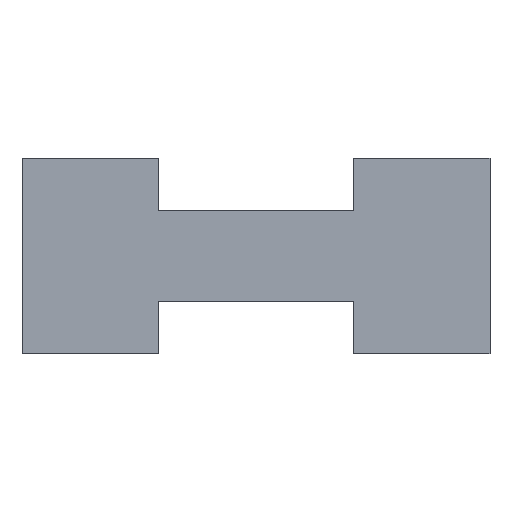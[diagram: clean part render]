
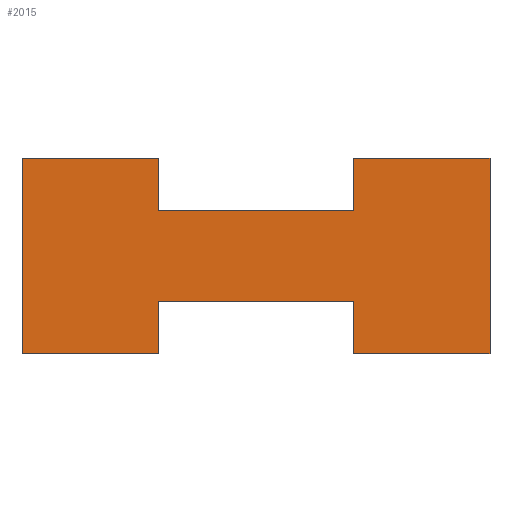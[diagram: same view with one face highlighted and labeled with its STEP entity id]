
A CAD part, front view. The second image highlights one B-rep face of the part: STEP entity #2015.
In plain terms, the highlighted planar face has unit normal (0, -1, 0).
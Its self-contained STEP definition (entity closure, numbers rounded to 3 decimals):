
#1208=CARTESIAN_POINT('',(0.0,0.0,30.0));
#1209=VERTEX_POINT('',#1208);
#1216=CARTESIAN_POINT('',(21.,0.,30.0));
#1217=VERTEX_POINT('',#1216);
#1218=CARTESIAN_POINT('',(0.0,0.0,30.0));
#1219=DIRECTION('',(1.0,0.0,0.0));
#1220=VECTOR('',#1219,21.);
#1221=LINE('',#1218,#1220);
#1222=EDGE_CURVE('',#1209,#1217,#1221,.T.);
#1291=CARTESIAN_POINT('',(0.0,0.0,0.0));
#1292=VERTEX_POINT('',#1291);
#1299=CARTESIAN_POINT('',(0.0,0.0,0.0));
#1300=DIRECTION('',(0.0,0.0,1.0));
#1301=VECTOR('',#1300,30.0);
#1302=LINE('',#1299,#1301);
#1303=EDGE_CURVE('',#1292,#1209,#1302,.T.);
#1417=CARTESIAN_POINT('',(51.,0.0,30.0));
#1418=VERTEX_POINT('',#1417);
#1425=CARTESIAN_POINT('',(72.,0.0,30.0));
#1426=VERTEX_POINT('',#1425);
#1427=CARTESIAN_POINT('',(51.,0.0,30.0));
#1428=DIRECTION('',(1.0,0.0,0.0));
#1429=VECTOR('',#1428,21.);
#1430=LINE('',#1427,#1429);
#1431=EDGE_CURVE('',#1418,#1426,#1430,.T.);
#1500=CARTESIAN_POINT('',(72.,0.0,0.0));
#1501=VERTEX_POINT('',#1500);
#1502=CARTESIAN_POINT('',(72.,0.0,0.0));
#1503=DIRECTION('',(0.0,0.0,1.0));
#1504=VECTOR('',#1503,30.0);
#1505=LINE('',#1502,#1504);
#1506=EDGE_CURVE('',#1501,#1426,#1505,.T.);
#1635=CARTESIAN_POINT('',(51.,0.0,22.0));
#1636=VERTEX_POINT('',#1635);
#1643=CARTESIAN_POINT('',(51.0,0.0,30.0));
#1644=DIRECTION('',(0.0,0.0,-1.0));
#1645=VECTOR('',#1644,8.0);
#1646=LINE('',#1643,#1645);
#1647=EDGE_CURVE('',#1418,#1636,#1646,.T.);
#1658=CARTESIAN_POINT('',(51.,0.0,0.0));
#1659=VERTEX_POINT('',#1658);
#1666=CARTESIAN_POINT('',(51.,0.0,8.0));
#1667=VERTEX_POINT('',#1666);
#1668=CARTESIAN_POINT('',(51.0,0.0,8.0));
#1669=DIRECTION('',(0.0,0.0,-1.0));
#1670=VECTOR('',#1669,8.0);
#1671=LINE('',#1668,#1670);
#1672=EDGE_CURVE('',#1667,#1659,#1671,.T.);
#1690=CARTESIAN_POINT('',(21.,0.,22.0));
#1691=VERTEX_POINT('',#1690);
#1698=CARTESIAN_POINT('',(51.,0.0,22.0));
#1699=DIRECTION('',(-1.0,0.0,0.0));
#1700=VECTOR('',#1699,30.);
#1701=LINE('',#1698,#1700);
#1702=EDGE_CURVE('',#1636,#1691,#1701,.T.);
#1727=CARTESIAN_POINT('',(21.,0.,8.0));
#1728=VERTEX_POINT('',#1727);
#1729=CARTESIAN_POINT('',(21.,0.0,8.0));
#1730=DIRECTION('',(1.0,0.0,0.0));
#1731=VECTOR('',#1730,30.);
#1732=LINE('',#1729,#1731);
#1733=EDGE_CURVE('',#1728,#1667,#1732,.T.);
#1844=CARTESIAN_POINT('',(21.,0.0,22.0));
#1845=DIRECTION('',(0.0,0.0,1.0));
#1846=VECTOR('',#1845,8.0);
#1847=LINE('',#1844,#1846);
#1848=EDGE_CURVE('',#1691,#1217,#1847,.T.);
#1853=CARTESIAN_POINT('',(21.,0.,0.0));
#1854=VERTEX_POINT('',#1853);
#1855=CARTESIAN_POINT('',(21.,0.0,0.0));
#1856=DIRECTION('',(0.0,0.0,1.0));
#1857=VECTOR('',#1856,8.0);
#1858=LINE('',#1855,#1857);
#1859=EDGE_CURVE('',#1854,#1728,#1858,.T.);
#1912=CARTESIAN_POINT('',(51.,0.0,0.0));
#1913=DIRECTION('',(1.0,0.0,0.0));
#1914=VECTOR('',#1913,21.);
#1915=LINE('',#1912,#1914);
#1916=EDGE_CURVE('',#1659,#1501,#1915,.T.);
#1960=CARTESIAN_POINT('',(0.0,0.0,0.0));
#1961=DIRECTION('',(1.0,0.0,0.0));
#1962=VECTOR('',#1961,21.);
#1963=LINE('',#1960,#1962);
#1964=EDGE_CURVE('',#1292,#1854,#1963,.T.);
#1996=CARTESIAN_POINT('',(0.0,0.0,0.0));
#1997=DIRECTION('',(0.0,-1.0,0.0));
#1998=DIRECTION('',(1.0,0.0,0.0));
#1999=AXIS2_PLACEMENT_3D('',#1996,#1997,#1998);
#2000=PLANE('',#1999);
#2001=ORIENTED_EDGE('',*,*,#1848,.T.);
#2002=ORIENTED_EDGE('',*,*,#1222,.F.);
#2003=ORIENTED_EDGE('',*,*,#1303,.F.);
#2004=ORIENTED_EDGE('',*,*,#1964,.T.);
#2005=ORIENTED_EDGE('',*,*,#1859,.T.);
#2006=ORIENTED_EDGE('',*,*,#1733,.T.);
#2007=ORIENTED_EDGE('',*,*,#1672,.T.);
#2008=ORIENTED_EDGE('',*,*,#1916,.T.);
#2009=ORIENTED_EDGE('',*,*,#1506,.T.);
#2010=ORIENTED_EDGE('',*,*,#1431,.F.);
#2011=ORIENTED_EDGE('',*,*,#1647,.T.);
#2012=ORIENTED_EDGE('',*,*,#1702,.T.);
#2013=EDGE_LOOP('',(#2001,#2002,#2003,#2004,#2005,#2006,#2007,#2008,#2009,#2010,#2011,#2012));
#2014=FACE_OUTER_BOUND('',#2013,.T.);
#2015=ADVANCED_FACE('',(#2014),#2000,.T.);
